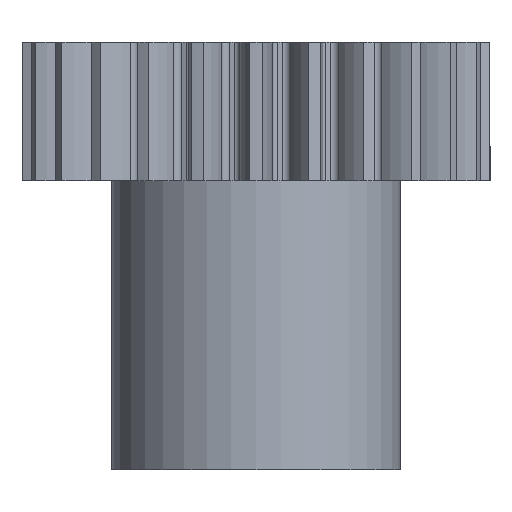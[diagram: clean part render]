
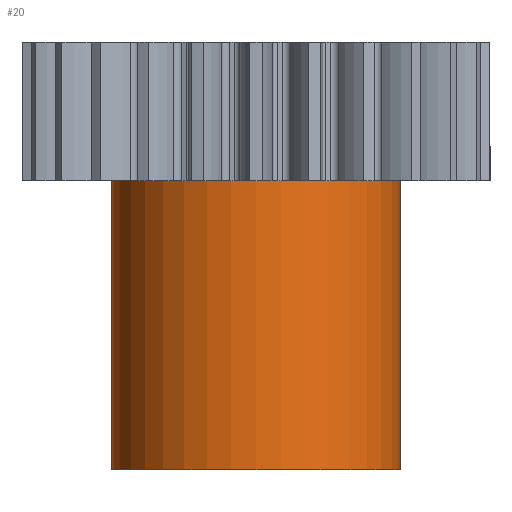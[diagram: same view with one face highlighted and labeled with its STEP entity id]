
A CAD part, front view. The second image highlights one B-rep face of the part: STEP entity #20.
In plain terms, the highlighted cylindrical face has radius 12.5 mm (diameter 25 mm), a partial arc.
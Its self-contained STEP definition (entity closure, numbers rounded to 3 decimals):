
#19 = ORIENTED_EDGE ( 'NONE', *, *, #30, .T. ) ;
#20 = ADVANCED_FACE ( 'NONE', ( #2229 ), #2186, .T. ) ;
#21 = ORIENTED_EDGE ( 'NONE', *, *, #637, .F. ) ;
#23 = ORIENTED_EDGE ( 'NONE', *, *, #1718, .F. ) ;
#30 = EDGE_CURVE ( 'NONE', #607, #614, #2274, .T. ) ;
#35 = EDGE_LOOP ( 'NONE', ( #21, #19, #204, #23 ) ) ;
#204 = ORIENTED_EDGE ( 'NONE', *, *, #592, .T. ) ;
#586 = VERTEX_POINT ( 'NONE', #2976 ) ;
#592 = EDGE_CURVE ( 'NONE', #614, #586, #3061, .T. ) ;
#607 = VERTEX_POINT ( 'NONE', #3318 ) ;
#613 = VERTEX_POINT ( 'NONE', #3306 ) ;
#614 = VERTEX_POINT ( 'NONE', #3321 ) ;
#637 = EDGE_CURVE ( 'NONE', #607, #613, #3154, .T. ) ;
#1718 = EDGE_CURVE ( 'NONE', #613, #586, #4836, .T. ) ;
#2186 = CYLINDRICAL_SURFACE ( 'NONE', #2230, 12.5 ) ;
#2219 = CARTESIAN_POINT ( 'NONE',  ( 0., 0., -25. ) ) ;
#2227 = DIRECTION ( 'NONE',  ( 0., 0., 1. ) ) ;
#2229 = FACE_OUTER_BOUND ( 'NONE', #35, .T. ) ;
#2230 = AXIS2_PLACEMENT_3D ( 'NONE', #2219, #2227, #2280 ) ;
#2243 = CARTESIAN_POINT ( 'NONE',  ( 0., 0., -25. ) ) ;
#2262 = DIRECTION ( 'NONE',  ( 1., 0., 0. ) ) ;
#2263 = DIRECTION ( 'NONE',  ( 0., 0., 1. ) ) ;
#2269 = AXIS2_PLACEMENT_3D ( 'NONE', #2243, #2263, #2262 ) ;
#2274 = CIRCLE ( 'NONE', #2269, 12.5 ) ;
#2280 = DIRECTION ( 'NONE',  ( 1., 0., 0. ) ) ;
#2976 = CARTESIAN_POINT ( 'NONE',  ( 12.5, 0., 0. ) ) ;
#3044 = DIRECTION ( 'NONE',  ( 0., 0., 1. ) ) ;
#3053 = VECTOR ( 'NONE', #3044, 1000. ) ;
#3060 = CARTESIAN_POINT ( 'NONE',  ( 12.5, 0., -25. ) ) ;
#3061 = LINE ( 'NONE', #3060, #3053 ) ;
#3151 = DIRECTION ( 'NONE',  ( 0., 0., 1. ) ) ;
#3152 = VECTOR ( 'NONE', #3151, 1000. ) ;
#3153 = CARTESIAN_POINT ( 'NONE',  ( -12.5, 0., -25. ) ) ;
#3154 = LINE ( 'NONE', #3153, #3152 ) ;
#3306 = CARTESIAN_POINT ( 'NONE',  ( -12.5, 0., 0. ) ) ;
#3318 = CARTESIAN_POINT ( 'NONE',  ( -12.5, 0., -25. ) ) ;
#3321 = CARTESIAN_POINT ( 'NONE',  ( 12.5, 0., -25. ) ) ;
#4830 = DIRECTION ( 'NONE',  ( 1., 0., 0. ) ) ;
#4831 = DIRECTION ( 'NONE',  ( 0., 0., 1. ) ) ;
#4836 = CIRCLE ( 'NONE', #4838, 12.5 ) ;
#4838 = AXIS2_PLACEMENT_3D ( 'NONE', #4844, #4831, #4830 ) ;
#4844 = CARTESIAN_POINT ( 'NONE',  ( 0., 0., 0. ) ) ;
